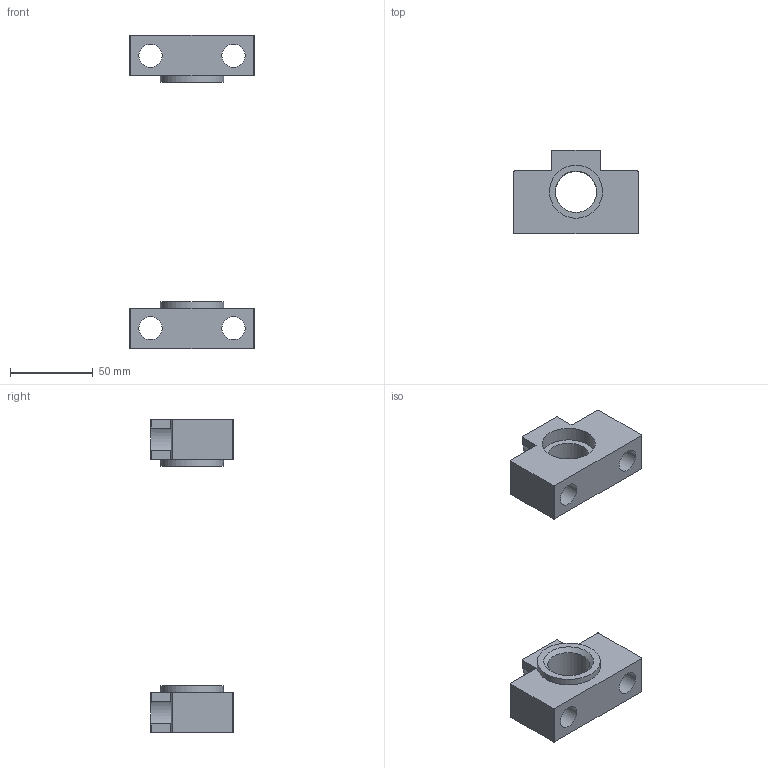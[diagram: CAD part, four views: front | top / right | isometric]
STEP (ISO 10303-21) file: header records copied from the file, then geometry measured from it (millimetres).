
FILE_DESCRIPTION(/* description */ ('STEP AP214'),/* implementation_level */ '2;1');
FILE_NAME(/* name */ '161877_CRLNZG-100_125',/* time_stamp */ '2024-08-05T10:39:17+02:00',/* author */ ('License CC BY-ND 4.0'),/* organization */ ('CADENAS'),/* preprocessor_version */ 'ST-DEVELOPER v19.3',/* originating_system */ 'PARTsolutions',/* authorisation */ ' ');
FILE_SCHEMA (('AUTOMOTIVE_DESIGN {1 0 10303 214 3 1 1}'));
Length unit declared in the file: millimetre
Products named in the file (2): 161877 CRLNZG-100/125; 161877 CRLNZG-100/125---(L)
Assembly tree (2 placements, depth 2):
  161877 CRLNZG-100/125
    161877 CRLNZG-100/125---(L)  x2
Bounding box: 75 x 50 x 189 mm (x, y, z)
Volume: 107428 mm3; surface area: 33971.5 mm2
Topology: 2 solids, 2 shells, 68 faces, 178 edges, 118 vertices
Faces by surface type: cylinder 38, plane 28, cone 2
Full cylindrical faces by diameter (mm): 14 x4, 25 x2, 32 x2, 38 x2
Entity records: 1347 total; most frequent: CARTESIAN_POINT 215, DIRECTION 180, ORIENTED_EDGE 166, EDGE_CURVE 83, AXIS2_PLACEMENT_3D 68, VERTEX_POINT 59, EDGE_LOOP 48, FACE_BOUND 48
